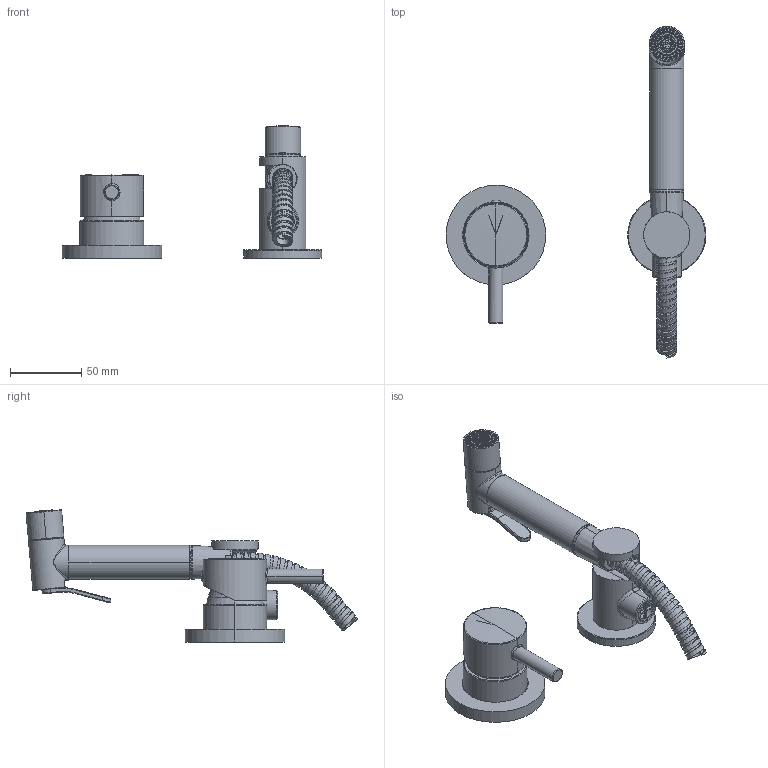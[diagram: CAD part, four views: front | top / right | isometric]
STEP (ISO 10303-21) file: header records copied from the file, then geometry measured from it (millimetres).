
FILE_DESCRIPTION((''),'2;1');
FILE_NAME('KITDUP125CR','2023-01-23T11:47:10',('simone.bertoli'),('PAFFONI SpA'),'CREO PARAMETRIC BY PTC INC, 2022124','CREO PARAMETRIC BY PTC INC, 2022124','');
FILE_SCHEMA(('CONFIG_CONTROL_DESIGN','SHAPE_APPEARANCE_LAYERS_GROUPS'));
Length unit declared in the file: millimetre
Products named in the file (1): KITDUP125CR
Bounding box: 182.5 x 232.92 x 92.84 mm (x, y, z)
Surface area: 80553.3 mm2 (no closed solid volume)
Topology: 0 solids, 26 shells, 791 faces, 2916 edges, 2086 vertices
Faces by surface type: plane 233, cylinder 182, torus 167, cone 110, bspline 89, sphere 10
Entity records: 52853 total; most frequent: CARTESIAN_POINT 22697, DIRECTION 5361, ORIENTED_EDGE 4759, EDGE_CURVE 2910, AXIS2_PLACEMENT_3D 2246, VERTEX_POINT 2086, CIRCLE 1544, EDGE_LOOP 874
